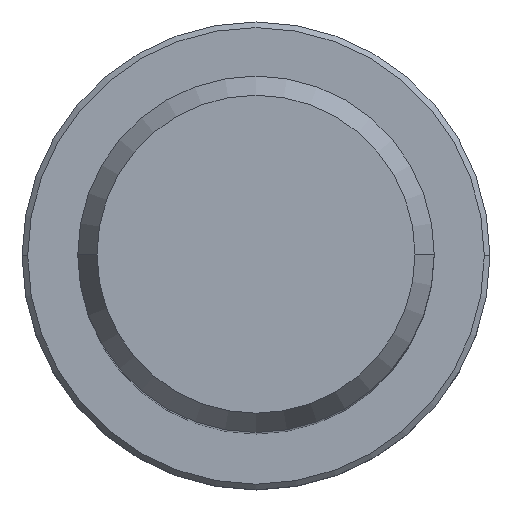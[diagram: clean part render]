
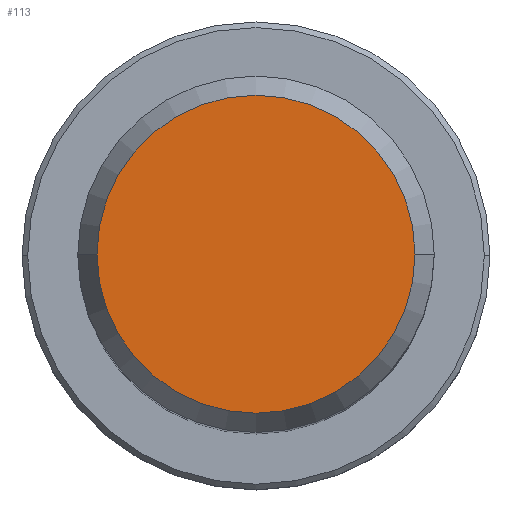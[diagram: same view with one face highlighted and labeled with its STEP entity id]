
A CAD part, top view. The second image highlights one B-rep face of the part: STEP entity #113.
In plain terms, the highlighted planar face has unit normal (0, 0, 1).
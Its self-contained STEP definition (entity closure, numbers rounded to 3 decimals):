
#38=PLANE('',#895);
#113=ADVANCED_FACE('',(#172),#38,.T.);
#172=FACE_OUTER_BOUND('',#220,.T.);
#220=EDGE_LOOP('',(#344,#345));
#344=ORIENTED_EDGE('',*,*,#532,.F.);
#345=ORIENTED_EDGE('',*,*,#533,.T.);
#458=VERTEX_POINT('',#1592);
#459=VERTEX_POINT('',#1593);
#532=EDGE_CURVE('',#458,#459,#637,.T.);
#533=EDGE_CURVE('',#458,#459,#638,.T.);
#637=CIRCLE('',#893,8.497);
#638=CIRCLE('',#894,8.497);
#893=AXIS2_PLACEMENT_3D('',#1591,#1093,#1094);
#894=AXIS2_PLACEMENT_3D('',#1594,#1095,#1096);
#895=AXIS2_PLACEMENT_3D('',#1595,#1097,#1098);
#1093=DIRECTION('',(0.,0.,-1.));
#1094=DIRECTION('',(1.,0.,0.));
#1095=DIRECTION('',(0.,0.,1.));
#1096=DIRECTION('',(1.,0.,0.));
#1097=DIRECTION('',(0.,0.,1.));
#1098=DIRECTION('',(1.,0.,0.));
#1591=CARTESIAN_POINT('',(0.,0.,50.8));
#1592=CARTESIAN_POINT('',(8.497,0.,50.8));
#1593=CARTESIAN_POINT('',(-8.497,0.,50.8));
#1594=CARTESIAN_POINT('',(0.,0.,50.8));
#1595=CARTESIAN_POINT('',(0.,0.,50.8));
